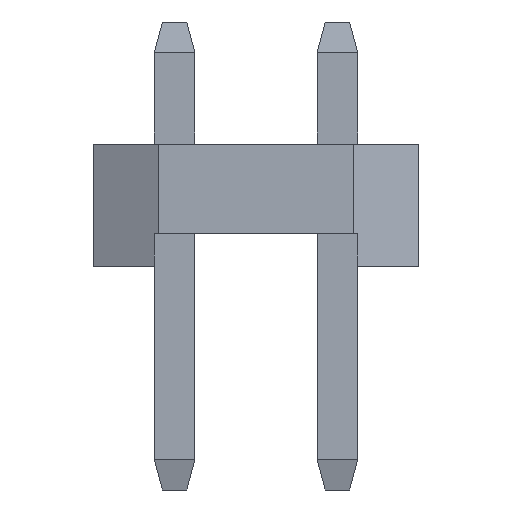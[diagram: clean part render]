
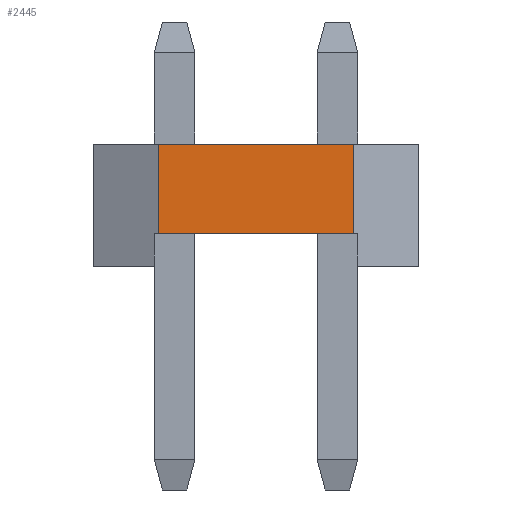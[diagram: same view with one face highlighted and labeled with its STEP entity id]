
A CAD part, left-side view. The second image highlights one B-rep face of the part: STEP entity #2445.
In plain terms, the highlighted planar face has unit normal (-1, 0, 0).
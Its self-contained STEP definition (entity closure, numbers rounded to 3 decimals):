
#30 = VECTOR ( 'NONE', #1375, 1000. ) ;
#141 = CARTESIAN_POINT ( 'NONE',  ( -40., -2., 1.5 ) ) ;
#155 = CARTESIAN_POINT ( 'NONE',  ( -40., -2., 1.5 ) ) ;
#377 = ORIENTED_EDGE ( 'NONE', *, *, #1734, .F. ) ;
#470 = CARTESIAN_POINT ( 'NONE',  ( -40., 1.2, -2. ) ) ;
#587 = EDGE_CURVE ( 'NONE', #2344, #1222, #1000, .T. ) ;
#593 = FACE_OUTER_BOUND ( 'NONE', #596, .T. ) ;
#596 = EDGE_LOOP ( 'NONE', ( #2568, #2240, #922, #377 ) ) ;
#659 = EDGE_CURVE ( 'NONE', #2344, #1075, #1671, .T. ) ;
#749 = CARTESIAN_POINT ( 'NONE',  ( -40., -1.2, -2. ) ) ;
#877 = VECTOR ( 'NONE', #1636, 1000. ) ;
#922 = ORIENTED_EDGE ( 'NONE', *, *, #587, .T. ) ;
#934 = VERTEX_POINT ( 'NONE', #1623 ) ;
#1000 = LINE ( 'NONE', #749, #877 ) ;
#1036 = DIRECTION ( 'NONE',  ( 0., -1., 0. ) ) ;
#1047 = CARTESIAN_POINT ( 'NONE',  ( -40., 1.25, 0.4 ) ) ;
#1075 = VERTEX_POINT ( 'NONE', #1885 ) ;
#1222 = VERTEX_POINT ( 'NONE', #2301 ) ;
#1375 = DIRECTION ( 'NONE',  ( 0., 0., 1. ) ) ;
#1389 = LINE ( 'NONE', #470, #30 ) ;
#1623 = CARTESIAN_POINT ( 'NONE',  ( -40., 1.2, 1.5 ) ) ;
#1636 = DIRECTION ( 'NONE',  ( 0., 0., 1. ) ) ;
#1671 = LINE ( 'NONE', #1047, #1821 ) ;
#1734 = EDGE_CURVE ( 'NONE', #934, #1222, #1915, .T. ) ;
#1821 = VECTOR ( 'NONE', #2545, 1000. ) ;
#1885 = CARTESIAN_POINT ( 'NONE',  ( -40., 1.2, 0.4 ) ) ;
#1886 = PLANE ( 'NONE',  #2424 ) ;
#1915 = LINE ( 'NONE', #141, #2688 ) ;
#2240 = ORIENTED_EDGE ( 'NONE', *, *, #659, .F. ) ;
#2291 = EDGE_CURVE ( 'NONE', #1075, #934, #1389, .T. ) ;
#2301 = CARTESIAN_POINT ( 'NONE',  ( -40., -1.2, 1.5 ) ) ;
#2344 = VERTEX_POINT ( 'NONE', #2472 ) ;
#2424 = AXIS2_PLACEMENT_3D ( 'NONE', #155, #2754, #2581 ) ;
#2445 = ADVANCED_FACE ( 'NONE', ( #593 ), #1886, .F. ) ;
#2472 = CARTESIAN_POINT ( 'NONE',  ( -40., -1.2, 0.4 ) ) ;
#2545 = DIRECTION ( 'NONE',  ( 0., 1., 0. ) ) ;
#2568 = ORIENTED_EDGE ( 'NONE', *, *, #2291, .F. ) ;
#2581 = DIRECTION ( 'NONE',  ( 0., 0., -1. ) ) ;
#2688 = VECTOR ( 'NONE', #1036, 1000. ) ;
#2754 = DIRECTION ( 'NONE',  ( 1., 0., 0. ) ) ;
